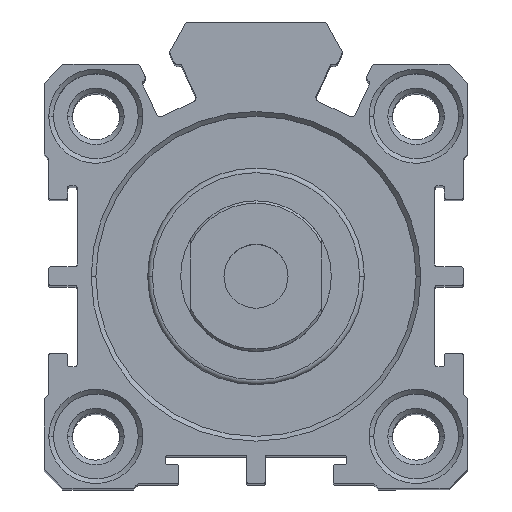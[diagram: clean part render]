
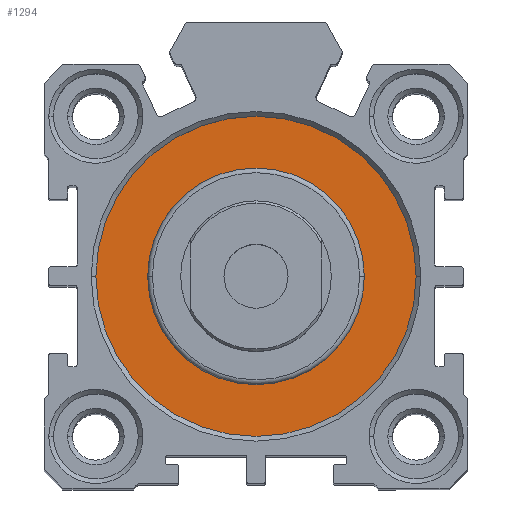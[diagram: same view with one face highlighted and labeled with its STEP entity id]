
A CAD part, top view. The second image highlights one B-rep face of the part: STEP entity #1294.
In plain terms, the highlighted planar face has unit normal (0, 0, 1).
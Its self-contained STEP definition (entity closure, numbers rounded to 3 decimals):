
#142 = AXIS2_PLACEMENT_3D ( 'NONE', #984, #5296, #1591 ) ;
#250 = FACE_BOUND ( 'NONE', #5091, .T. ) ;
#458 = VERTEX_POINT ( 'NONE', #7369 ) ;
#691 = EDGE_CURVE ( 'NONE', #458, #1780, #5064, .T. ) ;
#872 = DIRECTION ( 'NONE',  ( 0., 0., 1. ) ) ;
#984 = CARTESIAN_POINT ( 'NONE',  ( 0., 0., 50.9 ) ) ;
#1275 = CARTESIAN_POINT ( 'NONE',  ( 17., 0., 50.9 ) ) ;
#1294 = ADVANCED_FACE ( 'NONE', ( #250, #6809 ), #3344, .T. ) ;
#1518 = ORIENTED_EDGE ( 'NONE', *, *, #6439, .F. ) ;
#1528 = DIRECTION ( 'NONE',  ( 0., 0., 1. ) ) ;
#1591 = DIRECTION ( 'NONE',  ( 1., 0., 0. ) ) ;
#1762 = AXIS2_PLACEMENT_3D ( 'NONE', #5761, #2035, #6383 ) ;
#1780 = VERTEX_POINT ( 'NONE', #1275 ) ;
#1968 = EDGE_CURVE ( 'NONE', #1780, #458, #5240, .T. ) ;
#2035 = DIRECTION ( 'NONE',  ( 0., 0., 1. ) ) ;
#2397 = CIRCLE ( 'NONE', #2474, 11.5 ) ;
#2474 = AXIS2_PLACEMENT_3D ( 'NONE', #4561, #872, #5177 ) ;
#2795 = ORIENTED_EDGE ( 'NONE', *, *, #1968, .T. ) ;
#2880 = ORIENTED_EDGE ( 'NONE', *, *, #4002, .F. ) ;
#3344 = PLANE ( 'NONE',  #6157 ) ;
#3970 = DIRECTION ( 'NONE',  ( 1., 0., 0. ) ) ;
#4002 = EDGE_CURVE ( 'NONE', #4421, #4472, #2397, .T. ) ;
#4394 = ORIENTED_EDGE ( 'NONE', *, *, #691, .T. ) ;
#4421 = VERTEX_POINT ( 'NONE', #7463 ) ;
#4438 = AXIS2_PLACEMENT_3D ( 'NONE', #5229, #1528, #5868 ) ;
#4472 = VERTEX_POINT ( 'NONE', #6474 ) ;
#4561 = CARTESIAN_POINT ( 'NONE',  ( 0., 0., 50.9 ) ) ;
#5064 = CIRCLE ( 'NONE', #1762, 17. ) ;
#5091 = EDGE_LOOP ( 'NONE', ( #1518, #2880 ) ) ;
#5177 = DIRECTION ( 'NONE',  ( 1., 0., 0. ) ) ;
#5229 = CARTESIAN_POINT ( 'NONE',  ( 0., 0., 50.9 ) ) ;
#5240 = CIRCLE ( 'NONE', #4438, 17. ) ;
#5296 = DIRECTION ( 'NONE',  ( 0., 0., 1. ) ) ;
#5761 = CARTESIAN_POINT ( 'NONE',  ( 0., 0., 50.9 ) ) ;
#5846 = EDGE_LOOP ( 'NONE', ( #2795, #4394 ) ) ;
#5868 = DIRECTION ( 'NONE',  ( 1., 0., 0. ) ) ;
#6157 = AXIS2_PLACEMENT_3D ( 'NONE', #7072, #7698, #3970 ) ;
#6187 = CIRCLE ( 'NONE', #142, 11.5 ) ;
#6383 = DIRECTION ( 'NONE',  ( 1., 0., 0. ) ) ;
#6439 = EDGE_CURVE ( 'NONE', #4472, #4421, #6187, .T. ) ;
#6474 = CARTESIAN_POINT ( 'NONE',  ( -11.5, 0., 50.9 ) ) ;
#6809 = FACE_OUTER_BOUND ( 'NONE', #5846, .T. ) ;
#7072 = CARTESIAN_POINT ( 'NONE',  ( 0., 0., 50.9 ) ) ;
#7369 = CARTESIAN_POINT ( 'NONE',  ( -17., 0., 50.9 ) ) ;
#7463 = CARTESIAN_POINT ( 'NONE',  ( 11.5, 0., 50.9 ) ) ;
#7698 = DIRECTION ( 'NONE',  ( 0., 0., 1. ) ) ;
